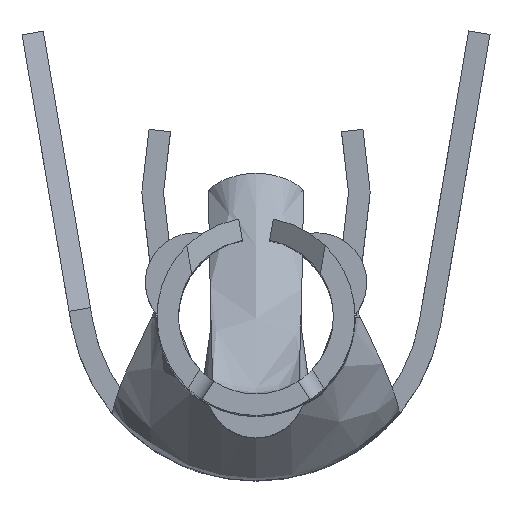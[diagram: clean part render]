
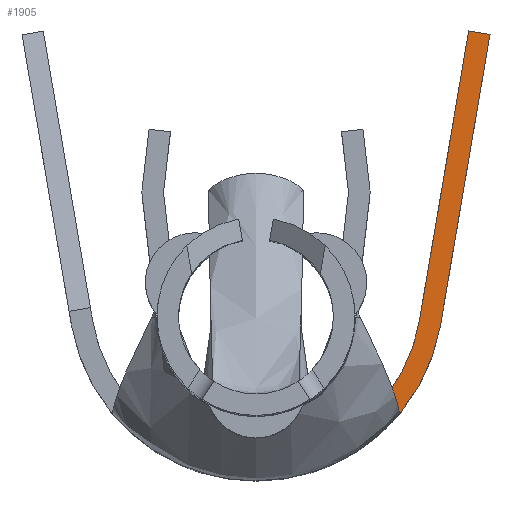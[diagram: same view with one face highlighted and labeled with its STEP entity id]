
A CAD part, top view. The second image highlights one B-rep face of the part: STEP entity #1905.
In plain terms, the highlighted planar face has unit normal (0, 0, 1).
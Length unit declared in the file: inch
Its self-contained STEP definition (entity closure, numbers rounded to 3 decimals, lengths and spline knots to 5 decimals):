
#128 = ORIENTED_EDGE ( 'NONE', *, *, #5279, .T. ) ;
#130 = DIRECTION ( 'NONE',  ( 1., 0., 0. ) ) ;
#196 = VECTOR ( 'NONE', #851, 39.37008 ) ;
#263 = EDGE_LOOP ( 'NONE', ( #5475, #4705, #4648, #664, #4363, #128 ) ) ;
#352 = CARTESIAN_POINT ( 'NONE',  ( 0.07408, -0.04055, -0.753 ) ) ;
#388 = CARTESIAN_POINT ( 'NONE',  ( 0.07813, -0.04693, -0.753 ) ) ;
#491 = EDGE_CURVE ( 'NONE', #5267, #4732, #4235, .T. ) ;
#616 = PLANE ( 'NONE',  #2700 ) ;
#664 = ORIENTED_EDGE ( 'NONE', *, *, #2670, .T. ) ;
#715 = DIRECTION ( 'NONE',  ( 0.168, 0.986, 0. ) ) ;
#851 = DIRECTION ( 'NONE',  ( -0.986, 0.168, 0. ) ) ;
#875 = CARTESIAN_POINT ( 'NONE',  ( 0.0774, -0.04519, -0.753 ) ) ;
#1024 = DIRECTION ( 'NONE',  ( -0.168, -0.986, 0. ) ) ;
#1125 = AXIS2_PLACEMENT_3D ( 'NONE', #5940, #1547, #3514 ) ;
#1129 = VECTOR ( 'NONE', #715, 39.37008 ) ;
#1348 = CARTESIAN_POINT ( 'NONE',  ( 0.07639, -0.04323, -0.753 ) ) ;
#1374 = CARTESIAN_POINT ( 'NONE',  ( 0., 0.014, -0.753 ) ) ;
#1471 = AXIS2_PLACEMENT_3D ( 'NONE', #1374, #3342, #5283 ) ;
#1547 = DIRECTION ( 'NONE',  ( 0., 0., 1. ) ) ;
#1582 = CARTESIAN_POINT ( 'NONE',  ( 0.07408, -0.04055, -0.753 ) ) ;
#1827 = CARTESIAN_POINT ( 'NONE',  ( 0.07549, -0.04196, -0.753 ) ) ;
#1862 = CARTESIAN_POINT ( 'NONE',  ( 0.07927, -0.05018, -0.753 ) ) ;
#1905 = ADVANCED_FACE ( 'NONE', ( #5005 ), #616, .T. ) ;
#2002 = B_SPLINE_CURVE_WITH_KNOTS ( 'NONE', 3,
 ( #352, #2320, #4276, #6231, #1827, #3793, #5732, #1348, #3317, #5258, #875, #2837, #4783, #388, #2354, #4308, #6264, #1862, #3829, #5773 ),
 .UNSPECIFIED., .F., .F.,
 ( 4, 2, 2, 2, 1, 2, 2, 1, 2, 2, 4 ),
 ( 0., 0.125, 0.1875, 0.25, 0.375, 0.4375, 0.5, 0.625, 0.6875, 0.75, 1. ),
 .UNSPECIFIED. ) ;
#2172 = CARTESIAN_POINT ( 'NONE',  ( 0.08, -0.05245, -0.753 ) ) ;
#2221 = CARTESIAN_POINT ( 'NONE',  ( 0.11817, 0.16, -0.753 ) ) ;
#2320 = CARTESIAN_POINT ( 'NONE',  ( 0.07451, -0.04092, -0.753 ) ) ;
#2354 = CARTESIAN_POINT ( 'NONE',  ( 0.07845, -0.04779, -0.753 ) ) ;
#2450 = CARTESIAN_POINT ( 'NONE',  ( 0.10253, -0.00345, -0.753 ) ) ;
#2580 = CARTESIAN_POINT ( 'NONE',  ( 0.07375, -0.05373, -0.753 ) ) ;
#2670 = EDGE_CURVE ( 'NONE', #2955, #5267, #2002, .T. ) ;
#2700 = AXIS2_PLACEMENT_3D ( 'NONE', #2580, #4532, #130 ) ;
#2837 = CARTESIAN_POINT ( 'NONE',  ( 0.07756, -0.04555, -0.753 ) ) ;
#2955 = VERTEX_POINT ( 'NONE', #1582 ) ;
#3020 = CARTESIAN_POINT ( 'NONE',  ( 0.13, 0.15799, -0.753 ) ) ;
#3161 = LINE ( 'NONE', #5109, #1129 ) ;
#3291 = LINE ( 'NONE', #5233, #196 ) ;
#3317 = CARTESIAN_POINT ( 'NONE',  ( 0.07677, -0.04389, -0.753 ) ) ;
#3342 = DIRECTION ( 'NONE',  ( 0., 0., 1. ) ) ;
#3469 = LINE ( 'NONE', #5409, #5856 ) ;
#3514 = DIRECTION ( 'NONE',  ( -1., 0., 0. ) ) ;
#3793 = CARTESIAN_POINT ( 'NONE',  ( 0.07581, -0.04237, -0.753 ) ) ;
#3829 = CARTESIAN_POINT ( 'NONE',  ( 0.07964, -0.05131, -0.753 ) ) ;
#4163 = EDGE_CURVE ( 'NONE', #6111, #4819, #3469, .T. ) ;
#4197 = VERTEX_POINT ( 'NONE', #3020 ) ;
#4235 = CIRCLE ( 'NONE', #1471, 0.104 ) ;
#4276 = CARTESIAN_POINT ( 'NONE',  ( 0.07488, -0.04127, -0.753 ) ) ;
#4308 = CARTESIAN_POINT ( 'NONE',  ( 0.07866, -0.0484, -0.753 ) ) ;
#4363 = ORIENTED_EDGE ( 'NONE', *, *, #491, .T. ) ;
#4532 = DIRECTION ( 'NONE',  ( 0., 0., 1. ) ) ;
#4648 = ORIENTED_EDGE ( 'NONE', *, *, #5929, .F. ) ;
#4705 = ORIENTED_EDGE ( 'NONE', *, *, #4163, .T. ) ;
#4714 = CIRCLE ( 'NONE', #1125, 0.092 ) ;
#4732 = VERTEX_POINT ( 'NONE', #2450 ) ;
#4783 = CARTESIAN_POINT ( 'NONE',  ( 0.07784, -0.04619, -0.753 ) ) ;
#4819 = VERTEX_POINT ( 'NONE', #5441 ) ;
#5005 = FACE_OUTER_BOUND ( 'NONE', #263, .T. ) ;
#5109 = CARTESIAN_POINT ( 'NONE',  ( 0.11626, 0.07727, -0.753 ) ) ;
#5233 = CARTESIAN_POINT ( 'NONE',  ( 0.12409, 0.15899, -0.753 ) ) ;
#5258 = CARTESIAN_POINT ( 'NONE',  ( 0.07715, -0.04465, -0.753 ) ) ;
#5267 = VERTEX_POINT ( 'NONE', #2172 ) ;
#5279 = EDGE_CURVE ( 'NONE', #4732, #4197, #3161, .T. ) ;
#5283 = DIRECTION ( 'NONE',  ( 1., 0., 0. ) ) ;
#5409 = CARTESIAN_POINT ( 'NONE',  ( 0.11817, 0.16, -0.753 ) ) ;
#5441 = CARTESIAN_POINT ( 'NONE',  ( 0.0907, -0.00144, -0.753 ) ) ;
#5475 = ORIENTED_EDGE ( 'NONE', *, *, #5725, .T. ) ;
#5725 = EDGE_CURVE ( 'NONE', #4197, #6111, #3291, .T. ) ;
#5732 = CARTESIAN_POINT ( 'NONE',  ( 0.076, -0.04265, -0.753 ) ) ;
#5773 = CARTESIAN_POINT ( 'NONE',  ( 0.08, -0.05245, -0.753 ) ) ;
#5856 = VECTOR ( 'NONE', #1024, 39.37008 ) ;
#5929 = EDGE_CURVE ( 'NONE', #2955, #4819, #4714, .T. ) ;
#5940 = CARTESIAN_POINT ( 'NONE',  ( 0., 0.014, -0.753 ) ) ;
#6111 = VERTEX_POINT ( 'NONE', #2221 ) ;
#6231 = CARTESIAN_POINT ( 'NONE',  ( 0.07533, -0.04177, -0.753 ) ) ;
#6264 = CARTESIAN_POINT ( 'NONE',  ( 0.07879, -0.04876, -0.753 ) ) ;
